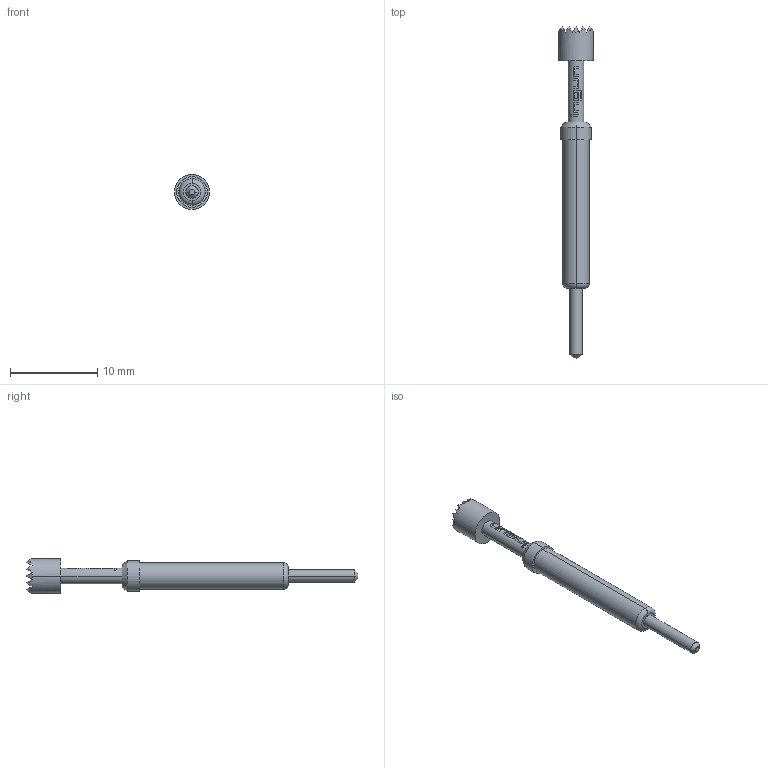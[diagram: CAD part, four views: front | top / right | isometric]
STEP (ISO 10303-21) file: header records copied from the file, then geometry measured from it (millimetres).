
FILE_DESCRIPTION (( 'STEP AP203' ), '1' );
FILE_NAME ('INGUN_GKS-503_306_400_A_xx02.STEP', '2021-12-21T13:28:19', ( 'ochi' ), ( '' ), 'SwSTEP 2.0', 'SolidWorks 2018', '' );
FILE_SCHEMA (( 'CONFIG_CONTROL_DESIGN' ));
Length unit declared in the file: millimetre
Products named in the file (1): INGUN_GKS-503_306_400_A_xx02
Bounding box: 4 x 38 x 4 mm (x, y, z)
Volume: 212 mm3; surface area: 345.7 mm2
Topology: 1 solids, 1 shells, 181 faces, 400 edges, 231 vertices
Faces by surface type: plane 109, bspline 50, cylinder 16, cone 4, torus 2
Entity records: 6051 total; most frequent: CARTESIAN_POINT 2683, ORIENTED_EDGE 800, DIRECTION 458, EDGE_CURVE 400, VERTEX_POINT 231, EDGE_LOOP 191, B_SPLINE_CURVE_WITH_KNOTS 186, FACE_OUTER_BOUND 181
